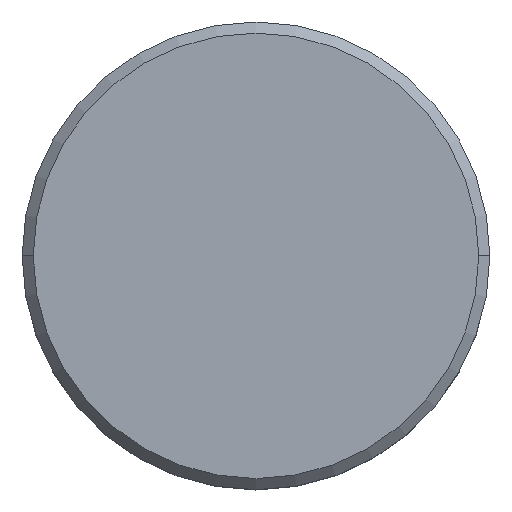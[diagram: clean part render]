
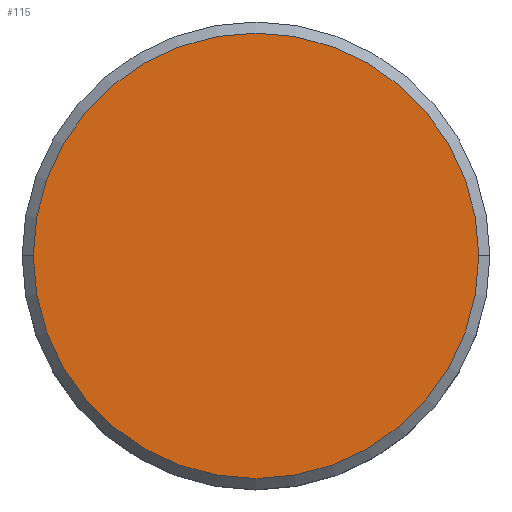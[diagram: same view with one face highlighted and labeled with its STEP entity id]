
A CAD part, top view. The second image highlights one B-rep face of the part: STEP entity #115.
In plain terms, the highlighted planar face has unit normal (0, 0, 1).
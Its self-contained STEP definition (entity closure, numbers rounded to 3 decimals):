
#10 = CARTESIAN_POINT ( 'NONE',  ( 10., 0., 0. ) ) ;
#42 = FACE_OUTER_BOUND ( 'NONE', #259, .T. ) ;
#43 = DIRECTION ( 'NONE',  ( 0., 0., 1. ) ) ;
#85 = EDGE_CURVE ( 'NONE', #195, #367, #406, .T. ) ;
#115 = ADVANCED_FACE ( 'NONE', ( #42 ), #178, .T. ) ;
#140 = CARTESIAN_POINT ( 'NONE',  ( 0., 0., 0. ) ) ;
#144 = DIRECTION ( 'NONE',  ( 0., 0., 1. ) ) ;
#178 = PLANE ( 'NONE',  #271 ) ;
#185 = CARTESIAN_POINT ( 'NONE',  ( 0., 0., 0. ) ) ;
#195 = VERTEX_POINT ( 'NONE', #10 ) ;
#224 = DIRECTION ( 'NONE',  ( 1., 0., 0. ) ) ;
#259 = EDGE_LOOP ( 'NONE', ( #530, #389 ) ) ;
#271 = AXIS2_PLACEMENT_3D ( 'NONE', #140, #398, #277 ) ;
#277 = DIRECTION ( 'NONE',  ( 1., 0., 0. ) ) ;
#319 = DIRECTION ( 'NONE',  ( 1., 0., 0. ) ) ;
#359 = EDGE_CURVE ( 'NONE', #367, #195, #402, .T. ) ;
#367 = VERTEX_POINT ( 'NONE', #373 ) ;
#373 = CARTESIAN_POINT ( 'NONE',  ( -10., 0., 0. ) ) ;
#389 = ORIENTED_EDGE ( 'NONE', *, *, #85, .T. ) ;
#398 = DIRECTION ( 'NONE',  ( 0., 0., 1. ) ) ;
#402 = CIRCLE ( 'NONE', #521, 10. ) ;
#406 = CIRCLE ( 'NONE', #551, 10. ) ;
#451 = CARTESIAN_POINT ( 'NONE',  ( 0., 0., 0. ) ) ;
#521 = AXIS2_PLACEMENT_3D ( 'NONE', #185, #144, #319 ) ;
#530 = ORIENTED_EDGE ( 'NONE', *, *, #359, .T. ) ;
#551 = AXIS2_PLACEMENT_3D ( 'NONE', #451, #43, #224 ) ;
